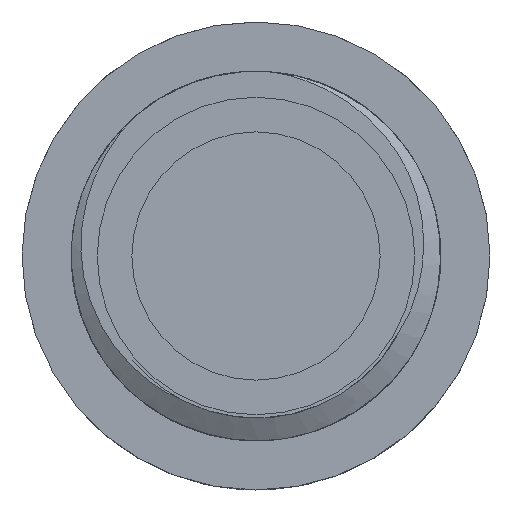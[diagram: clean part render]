
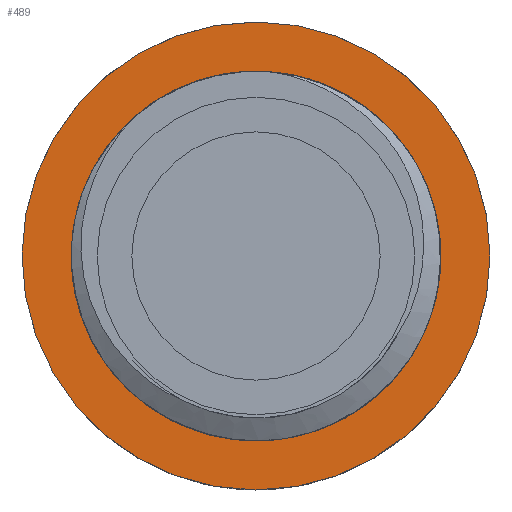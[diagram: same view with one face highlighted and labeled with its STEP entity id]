
A CAD part, left-side view. The second image highlights one B-rep face of the part: STEP entity #489.
In plain terms, the highlighted planar face has unit normal (-1, 0, 0).
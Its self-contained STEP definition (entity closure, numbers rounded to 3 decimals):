
#110=PLANE('',#539);
#122=FACE_BOUND('',#190,.T.);
#149=FACE_OUTER_BOUND('',#189,.T.);
#189=EDGE_LOOP('',(#426));
#190=EDGE_LOOP('',(#427));
#206=CIRCLE('',#507,2.69);
#217=CIRCLE('',#538,3.965);
#227=VERTEX_POINT('',#701);
#258=VERTEX_POINT('',#797);
#272=EDGE_CURVE('',#227,#227,#206,.T.);
#317=EDGE_CURVE('',#258,#258,#217,.T.);
#426=ORIENTED_EDGE('',*,*,#317,.T.);
#427=ORIENTED_EDGE('',*,*,#272,.T.);
#489=ADVANCED_FACE('',(#149,#122),#110,.F.);
#507=AXIS2_PLACEMENT_3D('',#702,#567,#568);
#538=AXIS2_PLACEMENT_3D('',#798,#663,#664);
#539=AXIS2_PLACEMENT_3D('',#799,#665,#666);
#567=DIRECTION('center_axis',(1.,0.,0.));
#568=DIRECTION('ref_axis',(0.,-1.,0.));
#663=DIRECTION('center_axis',(-1.,0.,0.));
#664=DIRECTION('ref_axis',(0.,1.,0.));
#665=DIRECTION('center_axis',(1.,0.,0.));
#666=DIRECTION('ref_axis',(0.,1.,0.));
#701=CARTESIAN_POINT('',(-1.26,2.69,0.65));
#702=CARTESIAN_POINT('Origin',(-1.26,0.,0.65));
#797=CARTESIAN_POINT('',(-1.26,-3.965,0.65));
#798=CARTESIAN_POINT('Origin',(-1.26,0.,0.65));
#799=CARTESIAN_POINT('Origin',(-1.26,0.,0.65));
